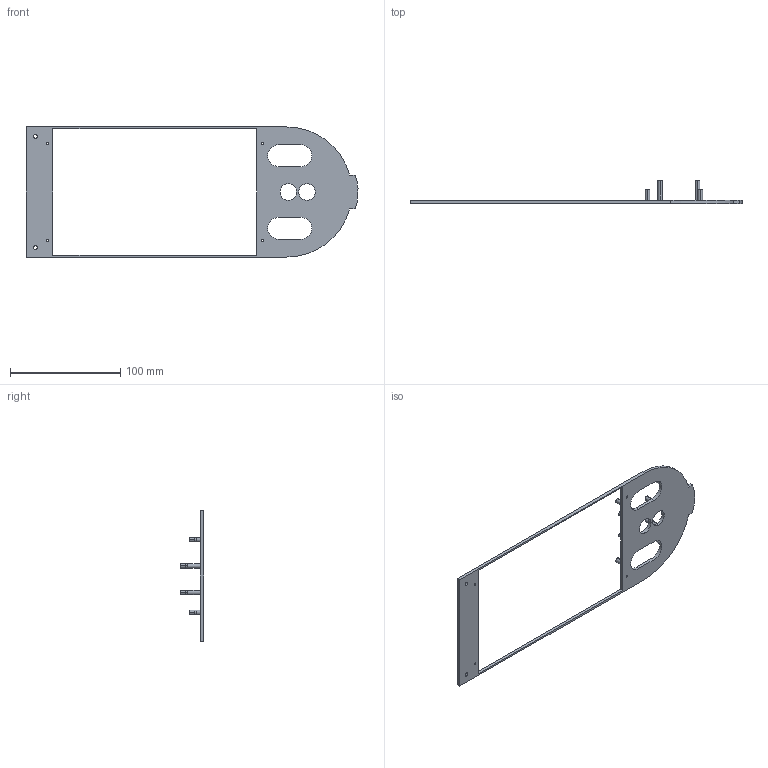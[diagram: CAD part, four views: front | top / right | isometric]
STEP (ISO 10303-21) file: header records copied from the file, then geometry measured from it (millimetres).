
FILE_DESCRIPTION((''),'2;1');
FILE_NAME('BRACE-8INCH','2019-08-07T',('Administrator'),(''),'PRO/ENGINEER BY PARAMETRIC TECHNOLOGY CORPORATION, 2008380','PRO/ENGINEER BY PARAMETRIC TECHNOLOGY CORPORATION, 2008380','');
FILE_SCHEMA(('CONFIG_CONTROL_DESIGN'));
Length unit declared in the file: millimetre
Products named in the file (1): BRACE-8INCH
Bounding box: 301.28 x 21 x 118 mm (x, y, z)
Volume: 32828.9 mm3; surface area: 28348.8 mm2
Topology: 1 solids, 13 shells, 126 faces, 324 edges, 208 vertices
Faces by surface type: cylinder 79, plane 31, cone 16
Entity records: 3865 total; most frequent: DIRECTION 736, CARTESIAN_POINT 643, ORIENTED_EDGE 568, EDGE_CURVE 308, AXIS2_PLACEMENT_3D 301, VERTEX_POINT 208, CIRCLE 174, EDGE_LOOP 172
